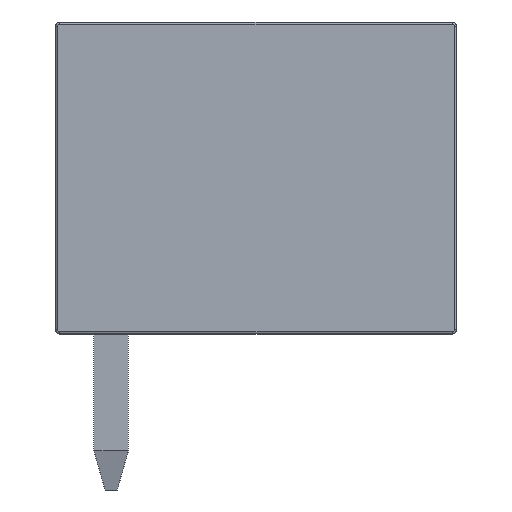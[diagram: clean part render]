
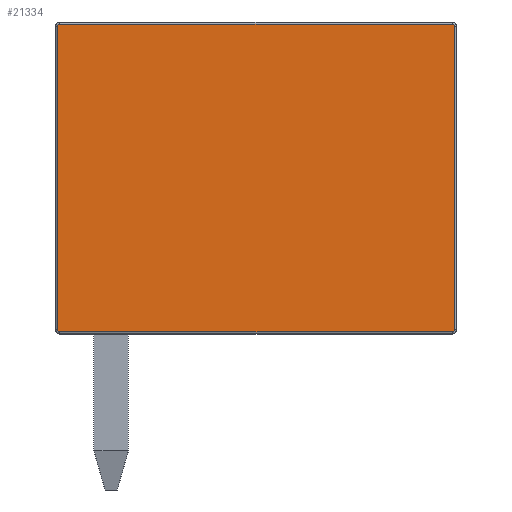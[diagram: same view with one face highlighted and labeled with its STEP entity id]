
A CAD part, left-side view. The second image highlights one B-rep face of the part: STEP entity #21334.
In plain terms, the highlighted planar face has unit normal (-1, 0, 0).
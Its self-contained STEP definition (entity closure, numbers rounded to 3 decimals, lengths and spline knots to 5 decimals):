
#598=PLANE('',#22848);
#1004=LINE('',#42446,#2458);
#1005=LINE('',#42462,#2459);
#1006=LINE('',#42481,#2460);
#1008=LINE('',#42498,#2462);
#2458=VECTOR('',#25794,0.3937);
#2459=VECTOR('',#25803,0.3937);
#2460=VECTOR('',#25814,0.3937);
#2462=VECTOR('',#25824,0.3937);
#4590=FACE_OUTER_BOUND('',#6066,.T.);
#6066=EDGE_LOOP('',(#15049,#15050,#15051,#15052,#15053,#15054,#15055,#15056));
#7571=CIRCLE('',#22832,0.00197);
#7574=CIRCLE('',#22836,0.00197);
#7577=CIRCLE('',#22840,0.00197);
#7581=CIRCLE('',#22845,0.00197);
#9594=VERTEX_POINT('',#42438);
#9595=VERTEX_POINT('',#42440);
#9596=VERTEX_POINT('',#42444);
#9597=VERTEX_POINT('',#42456);
#9598=VERTEX_POINT('',#42460);
#9600=VERTEX_POINT('',#42473);
#9602=VERTEX_POINT('',#42479);
#9604=VERTEX_POINT('',#42493);
#11580=EDGE_CURVE('',#9595,#9594,#7571,.T.);
#11582=EDGE_CURVE('',#9596,#9595,#1004,.T.);
#11584=EDGE_CURVE('',#9597,#9596,#7574,.T.);
#11586=EDGE_CURVE('',#9598,#9597,#1005,.T.);
#11588=EDGE_CURVE('',#9600,#9598,#7577,.T.);
#11591=EDGE_CURVE('',#9602,#9600,#1006,.T.);
#11594=EDGE_CURVE('',#9604,#9602,#7581,.T.);
#11596=EDGE_CURVE('',#9594,#9604,#1008,.T.);
#15049=ORIENTED_EDGE('',*,*,#11580,.F.);
#15050=ORIENTED_EDGE('',*,*,#11582,.F.);
#15051=ORIENTED_EDGE('',*,*,#11584,.F.);
#15052=ORIENTED_EDGE('',*,*,#11586,.F.);
#15053=ORIENTED_EDGE('',*,*,#11588,.F.);
#15054=ORIENTED_EDGE('',*,*,#11591,.F.);
#15055=ORIENTED_EDGE('',*,*,#11594,.F.);
#15056=ORIENTED_EDGE('',*,*,#11596,.F.);
#21334=ADVANCED_FACE('',(#4590),#598,.F.);
#22832=AXIS2_PLACEMENT_3D('',#42442,#25788,#25789);
#22836=AXIS2_PLACEMENT_3D('',#42458,#25797,#25798);
#22840=AXIS2_PLACEMENT_3D('',#42475,#25806,#25807);
#22845=AXIS2_PLACEMENT_3D('',#42495,#25818,#25819);
#22848=AXIS2_PLACEMENT_3D('',#42500,#25826,#25827);
#25788=DIRECTION('center_axis',(1.,0.,0.));
#25789=DIRECTION('ref_axis',(0.,-0.707,0.707));
#25794=DIRECTION('',(0.,-1.,0.));
#25797=DIRECTION('center_axis',(1.,0.,0.));
#25798=DIRECTION('ref_axis',(0.,0.707,0.707));
#25803=DIRECTION('',(0.,0.,1.));
#25806=DIRECTION('center_axis',(1.,0.,0.));
#25807=DIRECTION('ref_axis',(0.,0.707,-0.707));
#25814=DIRECTION('',(0.,1.,0.));
#25818=DIRECTION('center_axis',(1.,0.,0.));
#25819=DIRECTION('ref_axis',(0.,-0.707,-0.707));
#25824=DIRECTION('',(0.,0.,-1.));
#25826=DIRECTION('center_axis',(1.,0.,0.));
#25827=DIRECTION('ref_axis',(0.,0.,-1.));
#42438=CARTESIAN_POINT('',(-0.718,-0.30803,0.27606));
#42440=CARTESIAN_POINT('',(-0.718,-0.30606,0.27803));
#42442=CARTESIAN_POINT('Origin',(-0.718,-0.30606,0.27606));
#42444=CARTESIAN_POINT('',(-0.718,0.04606,0.27803));
#42446=CARTESIAN_POINT('',(-0.718,-0.31,0.27803));
#42456=CARTESIAN_POINT('',(-0.718,0.04803,0.27606));
#42458=CARTESIAN_POINT('Origin',(-0.718,0.04606,0.27606));
#42460=CARTESIAN_POINT('',(-0.718,0.04803,0.00394));
#42462=CARTESIAN_POINT('',(-0.718,0.04803,0.15253));
#42473=CARTESIAN_POINT('',(-0.718,0.04606,0.00197));
#42475=CARTESIAN_POINT('Origin',(-0.718,0.04606,0.00394));
#42479=CARTESIAN_POINT('',(-0.718,-0.30606,0.00197));
#42481=CARTESIAN_POINT('',(-0.718,-0.31,0.00197));
#42493=CARTESIAN_POINT('',(-0.718,-0.30803,0.00394));
#42495=CARTESIAN_POINT('Origin',(-0.718,-0.30606,0.00394));
#42498=CARTESIAN_POINT('',(-0.718,-0.30803,0.15253));
#42500=CARTESIAN_POINT('Origin',(-0.718,-0.31,0.30505));
